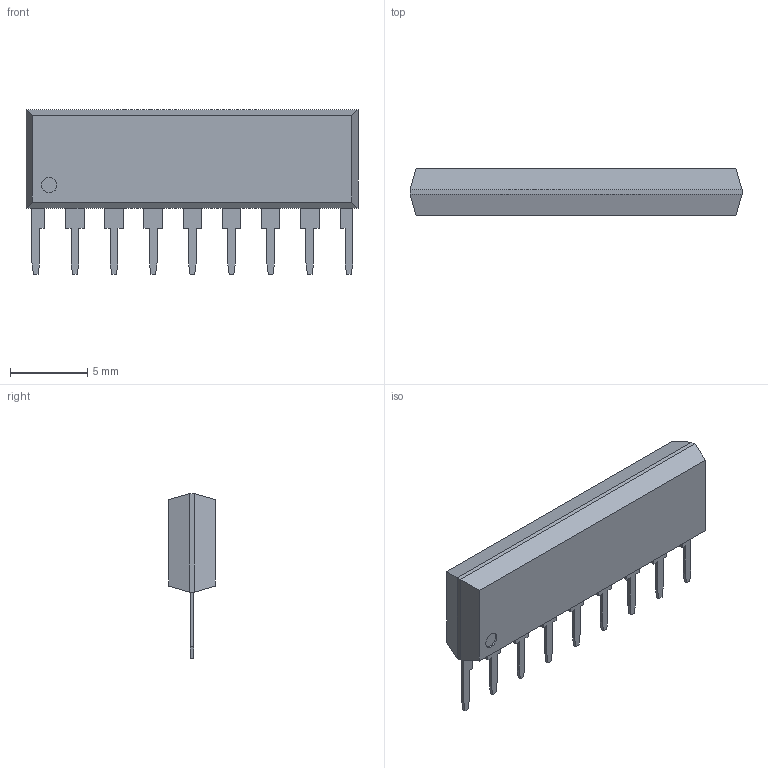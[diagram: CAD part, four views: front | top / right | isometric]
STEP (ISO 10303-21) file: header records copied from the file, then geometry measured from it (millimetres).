
FILE_DESCRIPTION(/* description */ ('model of SIP-9_21.54x3mm_P2.54mm'),/* implementation_level */ '2;1');
FILE_NAME(/* name */ 'SIP-9_21.54x3mm_P2.54mm.step',/* time_stamp */ '2020-01-11T11:12:49',/* author */ ('kicad StepUp','ksu'),/* organization */ ('FreeCAD'),/* preprocessor_version */ 'OCC',/* originating_system */ 'kicad StepUp',/* authorisation */ '');
FILE_SCHEMA(('AUTOMOTIVE_DESIGN { 1 0 10303 214 1 1 1 1 }'));
Length unit declared in the file: millimetre
Products named in the file (1): SIP-9_21.54x3mm_P2.54mm
Bounding box: 21.54 x 3 x 10.7 mm (x, y, z)
Volume: 388.8 mm3; surface area: 468.9 mm2
Topology: 1 solids, 1 shells, 111 faces, 289 edges, 190 vertices
Faces by surface type: plane 110, cylinder 1
Full cylindrical faces by diameter (mm): 1 x1
Entity records: 4111 total; most frequent: CARTESIAN_POINT 591, ORIENTED_EDGE 578, DIRECTION 515, EDGE_CURVE 289, LINE 287, VECTOR 287, VERTEX_POINT 190, FACE_BOUND 121
